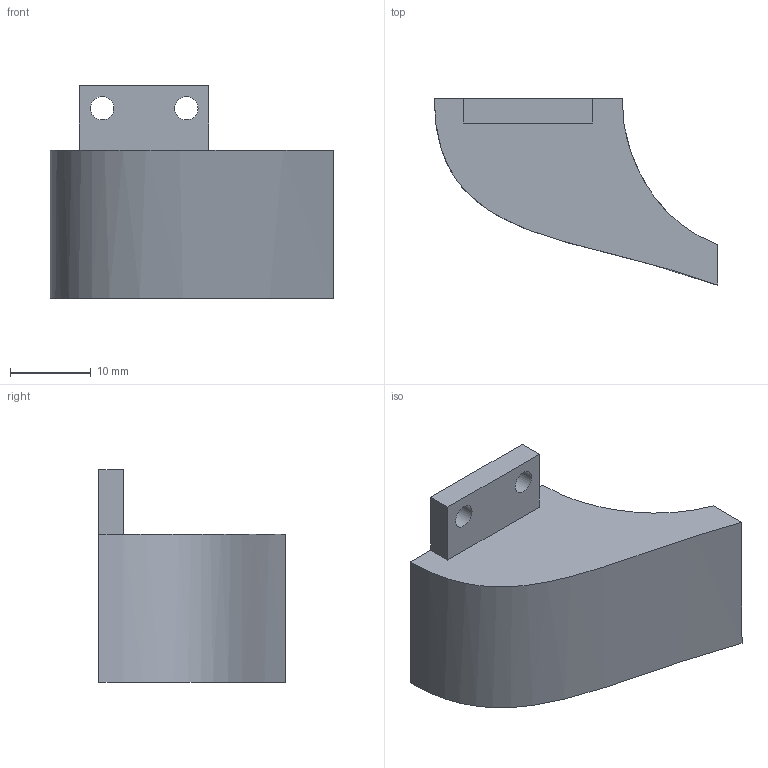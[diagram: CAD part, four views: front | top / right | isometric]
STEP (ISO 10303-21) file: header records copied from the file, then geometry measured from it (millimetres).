
FILE_DESCRIPTION(/* description */ (''),/* implementation_level */ '2;1');
FILE_NAME(/* name */ 'blower_duct.step',/* time_stamp */ '2019-02-03T08:20:44-05:00',/* author */ (''),/* organization */ (''),/* preprocessor_version */ 'ST-DEVELOPER v17.2',/* originating_system */ 'Autodesk Translation Framework v7.6.0.251',/* authorisation */ '');
FILE_SCHEMA (('AUTOMOTIVE_DESIGN { 1 0 10303 214 3 1 1 }'));
Length unit declared in the file: millimetre
Products named in the file (1): blower_duct
Bounding box: 35 x 23 x 26.3 mm (x, y, z)
Volume: 2963.8 mm3; surface area: 6609.8 mm2
Topology: 1 solids, 1 shells, 51 faces, 152 edges, 104 vertices
Faces by surface type: plane 37, bspline 10, cylinder 4
Full cylindrical faces by diameter (mm): 2.9 x2
Entity records: 2239 total; most frequent: CARTESIAN_POINT 881, ORIENTED_EDGE 304, DIRECTION 208, EDGE_CURVE 152, LINE 108, VECTOR 108, VERTEX_POINT 104, EDGE_LOOP 64
